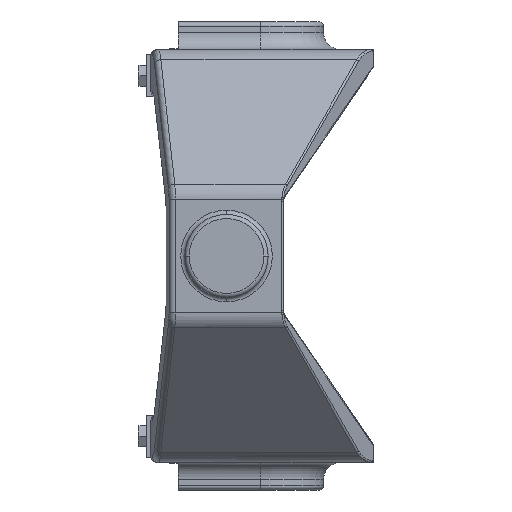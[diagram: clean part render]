
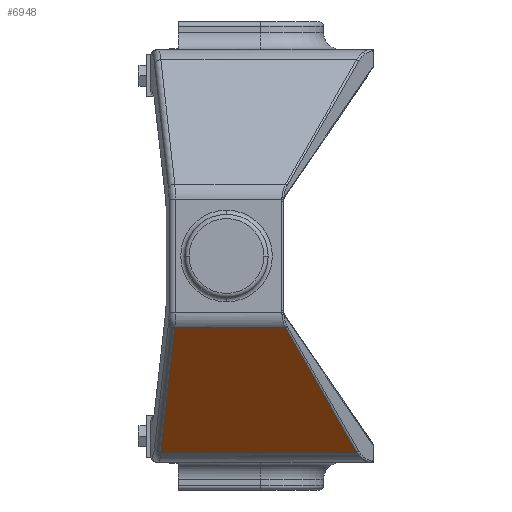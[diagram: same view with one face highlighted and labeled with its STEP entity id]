
A CAD part, left-side view. The second image highlights one B-rep face of the part: STEP entity #6948.
In plain terms, the highlighted planar face has unit normal (-0.707, 0, -0.707).
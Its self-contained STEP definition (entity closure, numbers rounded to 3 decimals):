
#78 = DIRECTION ( 'NONE',  ( 0., -1., 0. ) ) ;
#431 = VECTOR ( 'NONE', #4053, 1000. ) ;
#589 = CARTESIAN_POINT ( 'NONE',  ( -53.021, 101.192, -93.121 ) ) ;
#642 = CARTESIAN_POINT ( 'NONE',  ( -112.071, 42.068, -34.071 ) ) ;
#855 = EDGE_LOOP ( 'NONE', ( #6568, #6757, #1272, #3998 ) ) ;
#1272 = ORIENTED_EDGE ( 'NONE', *, *, #2374, .F. ) ;
#1433 = VECTOR ( 'NONE', #78, 1000. ) ;
#2374 = EDGE_CURVE ( 'NONE', #7942, #5332, #6117, .T. ) ;
#2418 = CARTESIAN_POINT ( 'NONE',  ( -53.021, 8.213, -93.121 ) ) ;
#2450 = AXIS2_PLACEMENT_3D ( 'NONE', #9175, #7788, #3492 ) ;
#2481 = VERTEX_POINT ( 'NONE', #589 ) ;
#2784 = PLANE ( 'NONE',  #2450 ) ;
#3059 = LINE ( 'NONE', #4138, #8330 ) ;
#3414 = DIRECTION ( 'NONE',  ( 0.705, 0.079, -0.705 ) ) ;
#3492 = DIRECTION ( 'NONE',  ( 0.707, 0., -0.707 ) ) ;
#3757 = VECTOR ( 'NONE', #8866, 1000. ) ;
#3984 = LINE ( 'NONE', #7442, #3757 ) ;
#3998 = ORIENTED_EDGE ( 'NONE', *, *, #8905, .T. ) ;
#4053 = DIRECTION ( 'NONE',  ( 0., -1., 0. ) ) ;
#4138 = CARTESIAN_POINT ( 'NONE',  ( -111.431, 94.621, -34.711 ) ) ;
#4968 = EDGE_CURVE ( 'NONE', #2481, #8707, #7163, .T. ) ;
#5109 = EDGE_CURVE ( 'NONE', #8707, #5332, #3984, .T. ) ;
#5332 = VERTEX_POINT ( 'NONE', #642 ) ;
#5398 = FACE_OUTER_BOUND ( 'NONE', #855, .T. ) ;
#5748 = CARTESIAN_POINT ( 'NONE',  ( -53.021, 106., -93.121 ) ) ;
#6117 = LINE ( 'NONE', #6181, #431 ) ;
#6181 = CARTESIAN_POINT ( 'NONE',  ( -112.071, 106., -34.071 ) ) ;
#6568 = ORIENTED_EDGE ( 'NONE', *, *, #4968, .T. ) ;
#6757 = ORIENTED_EDGE ( 'NONE', *, *, #5109, .T. ) ;
#6948 = ADVANCED_FACE ( 'NONE', ( #5398 ), #2784, .F. ) ;
#7163 = LINE ( 'NONE', #5748, #1433 ) ;
#7442 = CARTESIAN_POINT ( 'NONE',  ( -127.811, 51.092, -18.331 ) ) ;
#7788 = DIRECTION ( 'NONE',  ( 0.707, 0., 0.707 ) ) ;
#7942 = VERTEX_POINT ( 'NONE', #9182 ) ;
#8330 = VECTOR ( 'NONE', #3414, 1000. ) ;
#8707 = VERTEX_POINT ( 'NONE', #2418 ) ;
#8866 = DIRECTION ( 'NONE',  ( -0.655, 0.376, 0.655 ) ) ;
#8905 = EDGE_CURVE ( 'NONE', #7942, #2481, #3059, .T. ) ;
#9175 = CARTESIAN_POINT ( 'NONE',  ( -112.071, 106., -34.071 ) ) ;
#9182 = CARTESIAN_POINT ( 'NONE',  ( -112.071, 94.549, -34.071 ) ) ;
